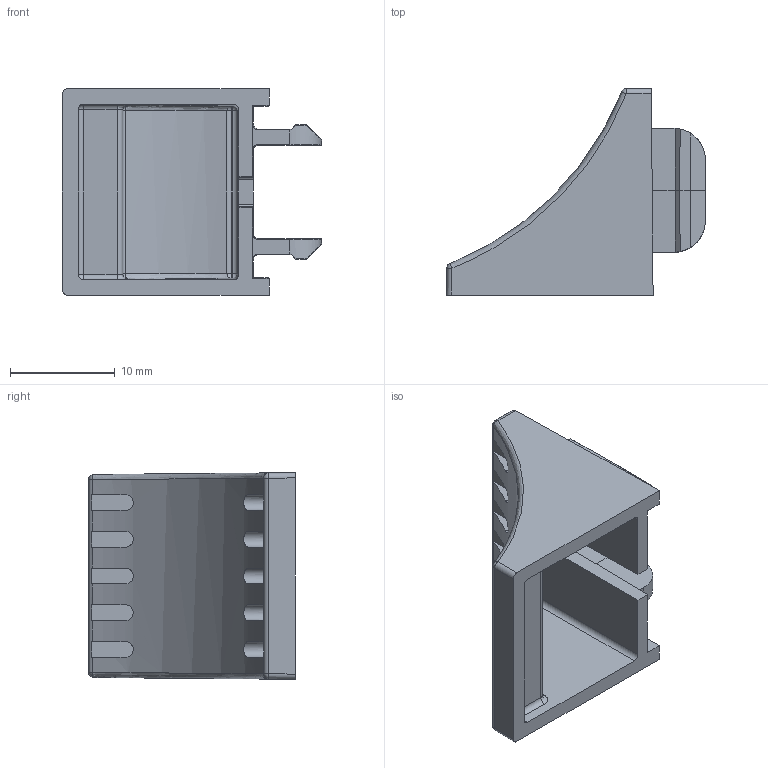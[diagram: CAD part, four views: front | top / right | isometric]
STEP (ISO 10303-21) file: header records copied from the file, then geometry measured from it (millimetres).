
FILE_DESCRIPTION (( 'STEP AP203' ), '1' );
FILE_NAME ('10-10016b.step', '2014-04-13T23:21:24', ( 'Nicholas Morozovsky' ), ( '' ), 'SwSTEP 2.0', 'SolidWorks 2012', '' );
FILE_SCHEMA (( 'CONFIG_CONTROL_DESIGN' ));
Length unit declared in the file: millimetre
Products named in the file (1): 10-10016b
Bounding box: 24.7 x 19.7 x 19.7 mm (x, y, z)
Volume: 1935.8 mm3; surface area: 2673.9 mm2
Topology: 1 solids, 1 shells, 147 faces, 381 edges, 228 vertices
Faces by surface type: plane 82, cylinder 47, sphere 12, bspline 6
Entity records: 4630 total; most frequent: CARTESIAN_POINT 1173, ORIENTED_EDGE 746, DIRECTION 681, EDGE_CURVE 373, AXIS2_PLACEMENT_3D 232, VERTEX_POINT 228, LINE 217, VECTOR 217
